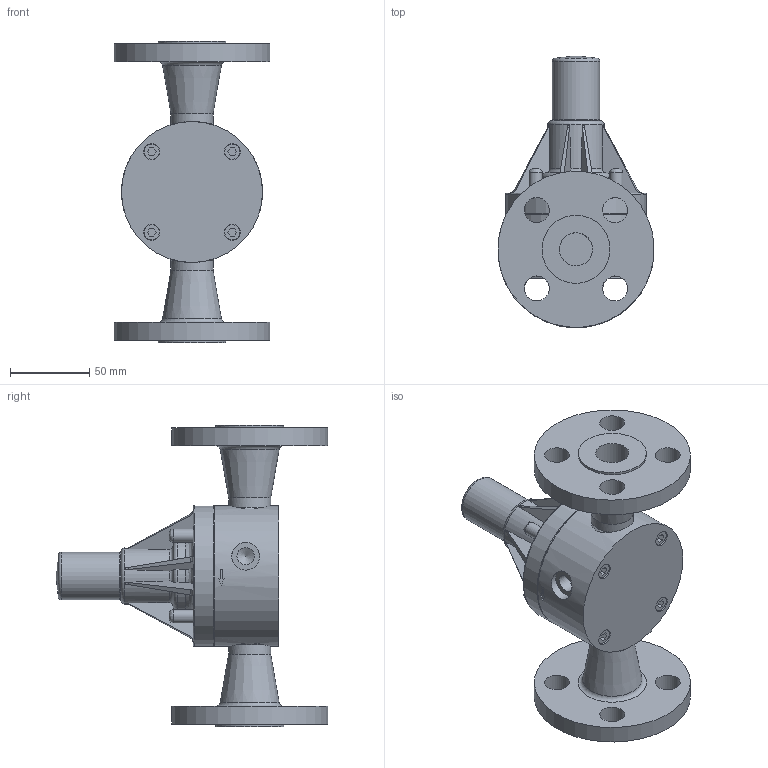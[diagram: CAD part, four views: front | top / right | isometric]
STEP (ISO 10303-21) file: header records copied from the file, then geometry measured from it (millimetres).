
FILE_DESCRIPTION((''),'2;1');
FILE_NAME('ECO-75E-SS_R1.stp','2019-04-12T13:32:41',('Engineering'),(''),'Autodesk Inventor 2009','Autodesk Inventor 2009','');
FILE_SCHEMA(('AUTOMOTIVE_DESIGN { 1 0 10303 214 1 1 1 1 }'));
Length unit declared in the file: inch
Products named in the file (1): ECO-75E-SS_R1
Bounding box: 98.35 x 171.1 x 189.97 mm (x, y, z)
Volume: 606967.7 mm3; surface area: 105232.1 mm2
Topology: 1 solids, 9 shells, 239 faces, 551 edges, 364 vertices
Faces by surface type: plane 106, cylinder 69, bspline 36, torus 19, cone 9
Full cylindrical faces by diameter (mm): 5.842 x4, 6.198 x4, 6.502 x4, 6.528 x4, 8.382 x4, 9.525 x4, 10.16 x4, 10.947 x2, 15.748 x8, 20.93 x2, 26.67 x2, 29.972 x1, 35.56 x1, 42.926 x2, 88.9 x2, 98.552 x2
Entity records: 7707 total; most frequent: CARTESIAN_POINT 2452, DIRECTION 1038, ORIENTED_EDGE 926, EDGE_CURVE 463, AXIS2_PLACEMENT_3D 445, EDGE_LOOP 368, VERTEX_POINT 347, FACE_OUTER_BOUND 239
